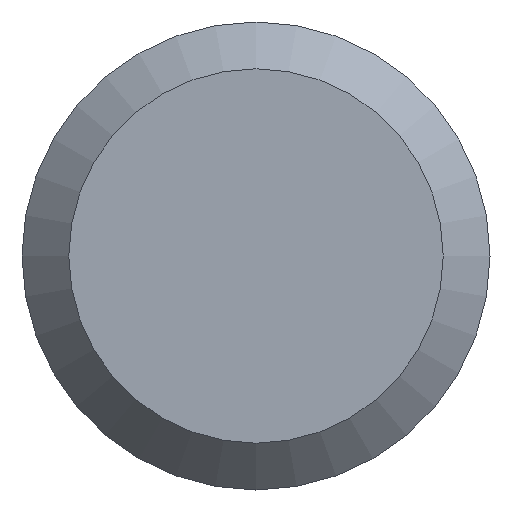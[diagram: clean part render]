
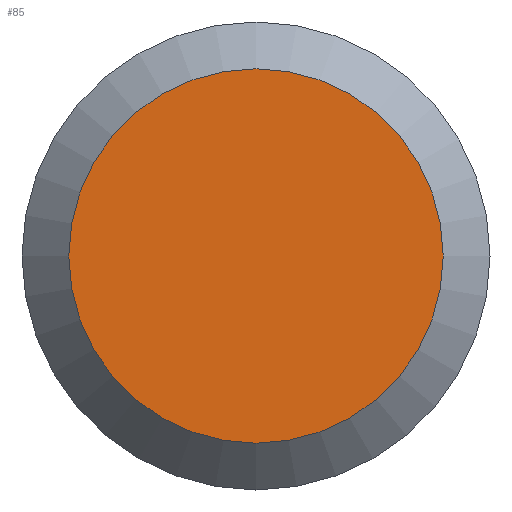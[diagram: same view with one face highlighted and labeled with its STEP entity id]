
A CAD part, left-side view. The second image highlights one B-rep face of the part: STEP entity #85.
In plain terms, the highlighted planar face has unit normal (-1, 0, 0).
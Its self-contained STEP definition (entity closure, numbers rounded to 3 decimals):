
#20 = DIRECTION ( 'NONE',  ( 1., 0., 0. ) ) ;
#40 = VERTEX_POINT ( 'NONE', #198 ) ;
#56 = AXIS2_PLACEMENT_3D ( 'NONE', #195, #20, #91 ) ;
#58 = DIRECTION ( 'NONE',  ( 0., 0., -1. ) ) ;
#60 = ORIENTED_EDGE ( 'NONE', *, *, #124, .T. ) ;
#80 = DIRECTION ( 'NONE',  ( -1., 0., 0. ) ) ;
#85 = ADVANCED_FACE ( 'NONE', ( #95 ), #163, .F. ) ;
#90 = AXIS2_PLACEMENT_3D ( 'NONE', #144, #80, #58 ) ;
#91 = DIRECTION ( 'NONE',  ( 0., 0., -1. ) ) ;
#95 = FACE_OUTER_BOUND ( 'NONE', #175, .T. ) ;
#124 = EDGE_CURVE ( 'NONE', #40, #40, #211, .T. ) ;
#144 = CARTESIAN_POINT ( 'NONE',  ( 0., 0., 0. ) ) ;
#163 = PLANE ( 'NONE',  #56 ) ;
#175 = EDGE_LOOP ( 'NONE', ( #60 ) ) ;
#195 = CARTESIAN_POINT ( 'NONE',  ( 0., 6.2, 0. ) ) ;
#198 = CARTESIAN_POINT ( 'NONE',  ( 0., 0., -4.96 ) ) ;
#211 = CIRCLE ( 'NONE', #90, 4.96 ) ;
